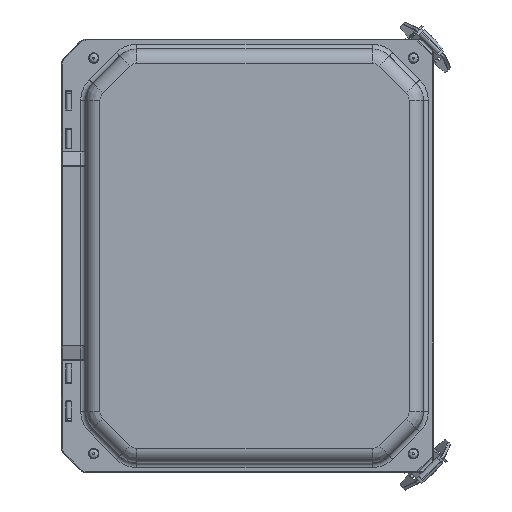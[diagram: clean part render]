
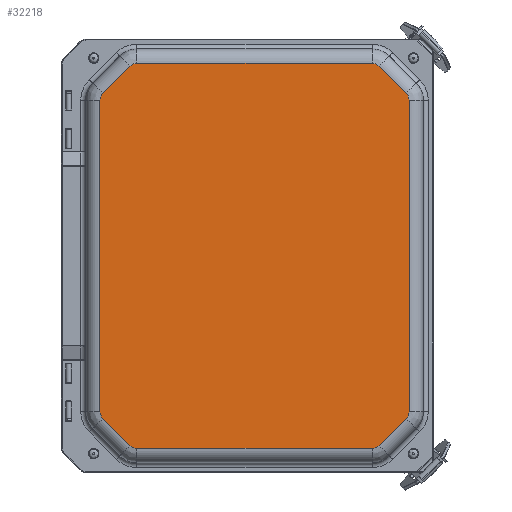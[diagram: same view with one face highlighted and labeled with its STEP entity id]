
A CAD part, top view. The second image highlights one B-rep face of the part: STEP entity #32218.
In plain terms, the highlighted planar face has unit normal (0, 0, 1).
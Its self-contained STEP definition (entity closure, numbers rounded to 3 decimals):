
#4263=LINE($,#70958,#6364);
#4266=LINE($,#70965,#6367);
#4267=LINE($,#70994,#6368);
#4268=LINE($,#70998,#6369);
#4269=LINE($,#71028,#6370);
#4271=LINE($,#71034,#6372);
#4272=LINE($,#71063,#6373);
#4273=LINE($,#71067,#6374);
#6364=VECTOR($,#45035,6.202);
#6367=VECTOR($,#45042,1.013);
#6368=VECTOR($,#45057,1.013);
#6369=VECTOR($,#45062,8.204);
#6370=VECTOR($,#45077,8.204);
#6372=VECTOR($,#45083,1.013);
#6373=VECTOR($,#45098,1.013);
#6374=VECTOR($,#45103,6.202);
#7140=PLANE($,#35943);
#9166=FACE_OUTER_BOUND($,#11304,.T.);
#11304=EDGE_LOOP($,(#28933,#28934,#28935,#28936,#28937,#28938,#28939,#28940,
#28941,#28942,#28943,#28944,#28945,#28946,#28947,#28948));
#12970=CIRCLE($,#35906,0.254);
#12976=CIRCLE($,#35914,0.254);
#12979=CIRCLE($,#35917,0.254);
#12983=CIRCLE($,#35923,0.254);
#12986=CIRCLE($,#35926,0.254);
#12990=CIRCLE($,#35932,0.254);
#12993=CIRCLE($,#35935,0.254);
#12996=CIRCLE($,#35940,0.254);
#15627=VERTEX_POINT($,#70948);
#15628=VERTEX_POINT($,#70950);
#15630=VERTEX_POINT($,#70956);
#15631=VERTEX_POINT($,#70961);
#15633=VERTEX_POINT($,#70975);
#15634=VERTEX_POINT($,#70987);
#15635=VERTEX_POINT($,#70992);
#15636=VERTEX_POINT($,#70996);
#15637=VERTEX_POINT($,#71008);
#15638=VERTEX_POINT($,#71020);
#15640=VERTEX_POINT($,#71026);
#15641=VERTEX_POINT($,#71030);
#15643=VERTEX_POINT($,#71044);
#15644=VERTEX_POINT($,#71056);
#15645=VERTEX_POINT($,#71061);
#15646=VERTEX_POINT($,#71065);
#20116=EDGE_CURVE($,#15627,#15628,#12970,.T.);
#20120=EDGE_CURVE($,#15630,#15627,#4263,.T.);
#20124=EDGE_CURVE($,#15628,#15631,#4266,.T.);
#20126=EDGE_CURVE($,#15633,#15630,#12976,.T.);
#20129=EDGE_CURVE($,#15631,#15634,#12979,.T.);
#20131=EDGE_CURVE($,#15635,#15633,#4267,.T.);
#20133=EDGE_CURVE($,#15634,#15636,#4268,.T.);
#20135=EDGE_CURVE($,#15637,#15635,#12983,.T.);
#20138=EDGE_CURVE($,#15636,#15638,#12986,.T.);
#20140=EDGE_CURVE($,#15640,#15637,#4269,.T.);
#20143=EDGE_CURVE($,#15638,#15641,#4271,.T.);
#20145=EDGE_CURVE($,#15643,#15640,#12990,.T.);
#20148=EDGE_CURVE($,#15641,#15644,#12993,.T.);
#20150=EDGE_CURVE($,#15645,#15643,#4272,.T.);
#20152=EDGE_CURVE($,#15644,#15646,#4273,.T.);
#20153=EDGE_CURVE($,#15646,#15645,#12996,.T.);
#28933=ORIENTED_EDGE($,*,*,#20116,.F.);
#28934=ORIENTED_EDGE($,*,*,#20120,.F.);
#28935=ORIENTED_EDGE($,*,*,#20126,.F.);
#28936=ORIENTED_EDGE($,*,*,#20131,.F.);
#28937=ORIENTED_EDGE($,*,*,#20135,.F.);
#28938=ORIENTED_EDGE($,*,*,#20140,.F.);
#28939=ORIENTED_EDGE($,*,*,#20145,.F.);
#28940=ORIENTED_EDGE($,*,*,#20150,.F.);
#28941=ORIENTED_EDGE($,*,*,#20153,.F.);
#28942=ORIENTED_EDGE($,*,*,#20152,.F.);
#28943=ORIENTED_EDGE($,*,*,#20148,.F.);
#28944=ORIENTED_EDGE($,*,*,#20143,.F.);
#28945=ORIENTED_EDGE($,*,*,#20138,.F.);
#28946=ORIENTED_EDGE($,*,*,#20133,.F.);
#28947=ORIENTED_EDGE($,*,*,#20129,.F.);
#28948=ORIENTED_EDGE($,*,*,#20124,.F.);
#32218=ADVANCED_FACE($,(#9166),#7140,.T.);
#35906=AXIS2_PLACEMENT_3D($,#70951,#45025,#45026);
#35914=AXIS2_PLACEMENT_3D($,#70977,#45045,#45046);
#35917=AXIS2_PLACEMENT_3D($,#70990,#45051,#45052);
#35923=AXIS2_PLACEMENT_3D($,#71010,#45065,#45066);
#35926=AXIS2_PLACEMENT_3D($,#71024,#45071,#45072);
#35932=AXIS2_PLACEMENT_3D($,#71046,#45086,#45087);
#35935=AXIS2_PLACEMENT_3D($,#71059,#45092,#45093);
#35940=AXIS2_PLACEMENT_3D($,#71077,#45104,#45105);
#35943=AXIS2_PLACEMENT_3D($,#71082,#45112,#45113);
#45025=DIRECTION('center_axis',(0.,0.,-1.));
#45026=DIRECTION('ref_axis',(-0.383,-0.924,0.));
#45035=DIRECTION($,(-1.,0.,0.));
#45042=DIRECTION($,(-0.707,0.707,0.));
#45045=DIRECTION('center_axis',(0.,0.,-1.));
#45046=DIRECTION('ref_axis',(0.383,-0.924,0.));
#45051=DIRECTION('center_axis',(0.,0.,-1.));
#45052=DIRECTION('ref_axis',(-0.924,-0.383,0.));
#45057=DIRECTION($,(-0.707,-0.707,0.));
#45062=DIRECTION($,(0.,1.,0.));
#45065=DIRECTION('center_axis',(0.,0.,-1.));
#45066=DIRECTION('ref_axis',(0.924,-0.383,0.));
#45071=DIRECTION('center_axis',(0.,0.,-1.));
#45072=DIRECTION('ref_axis',(-0.924,0.383,0.));
#45077=DIRECTION($,(0.,-1.,0.));
#45083=DIRECTION($,(0.707,0.707,0.));
#45086=DIRECTION('center_axis',(0.,0.,-1.));
#45087=DIRECTION('ref_axis',(0.924,0.383,0.));
#45092=DIRECTION('center_axis',(0.,0.,-1.));
#45093=DIRECTION('ref_axis',(-0.383,0.924,0.));
#45098=DIRECTION($,(0.707,-0.707,0.));
#45103=DIRECTION($,(1.,0.,0.));
#45104=DIRECTION('center_axis',(0.,0.,-1.));
#45105=DIRECTION('ref_axis',(0.383,0.924,0.));
#45112=DIRECTION('center_axis',(0.,0.,1.));
#45113=DIRECTION('ref_axis',(1.,0.,0.));
#70948=CARTESIAN_POINT('',(-2.913,-5.072,1.));
#70950=CARTESIAN_POINT('',(-3.092,-4.998,1.));
#70951=CARTESIAN_POINT('Origin',(-2.913,-4.819,1.));
#70956=CARTESIAN_POINT('',(3.29,-5.072,1.));
#70958=CARTESIAN_POINT($,(3.29,-5.072,1.));
#70961=CARTESIAN_POINT('',(-3.809,-4.282,1.));
#70965=CARTESIAN_POINT($,(-3.092,-4.998,1.));
#70975=CARTESIAN_POINT('',(3.469,-4.998,1.));
#70977=CARTESIAN_POINT('Origin',(3.29,-4.819,1.));
#70987=CARTESIAN_POINT('',(-3.883,-4.102,1.));
#70990=CARTESIAN_POINT('Origin',(-3.629,-4.102,1.));
#70992=CARTESIAN_POINT('',(4.186,-4.282,1.));
#70994=CARTESIAN_POINT($,(4.186,-4.282,1.));
#70996=CARTESIAN_POINT('',(-3.883,4.102,1.));
#70998=CARTESIAN_POINT($,(-3.883,-4.102,1.));
#71008=CARTESIAN_POINT('',(4.26,-4.102,1.));
#71010=CARTESIAN_POINT('Origin',(4.006,-4.102,1.));
#71020=CARTESIAN_POINT('',(-3.809,4.282,1.));
#71024=CARTESIAN_POINT('Origin',(-3.629,4.102,1.));
#71026=CARTESIAN_POINT('',(4.26,4.102,1.));
#71028=CARTESIAN_POINT($,(4.26,4.102,1.));
#71030=CARTESIAN_POINT('',(-3.092,4.998,1.));
#71034=CARTESIAN_POINT($,(-3.809,4.282,1.));
#71044=CARTESIAN_POINT('',(4.186,4.282,1.));
#71046=CARTESIAN_POINT('Origin',(4.006,4.102,1.));
#71056=CARTESIAN_POINT('',(-2.913,5.072,1.));
#71059=CARTESIAN_POINT('Origin',(-2.913,4.819,1.));
#71061=CARTESIAN_POINT('',(3.469,4.998,1.));
#71063=CARTESIAN_POINT($,(3.469,4.998,1.));
#71065=CARTESIAN_POINT('',(3.29,5.072,1.));
#71067=CARTESIAN_POINT($,(-2.913,5.072,1.));
#71077=CARTESIAN_POINT('Origin',(3.29,4.819,1.));
#71082=CARTESIAN_POINT('Origin',(0.189,0.,1.));
